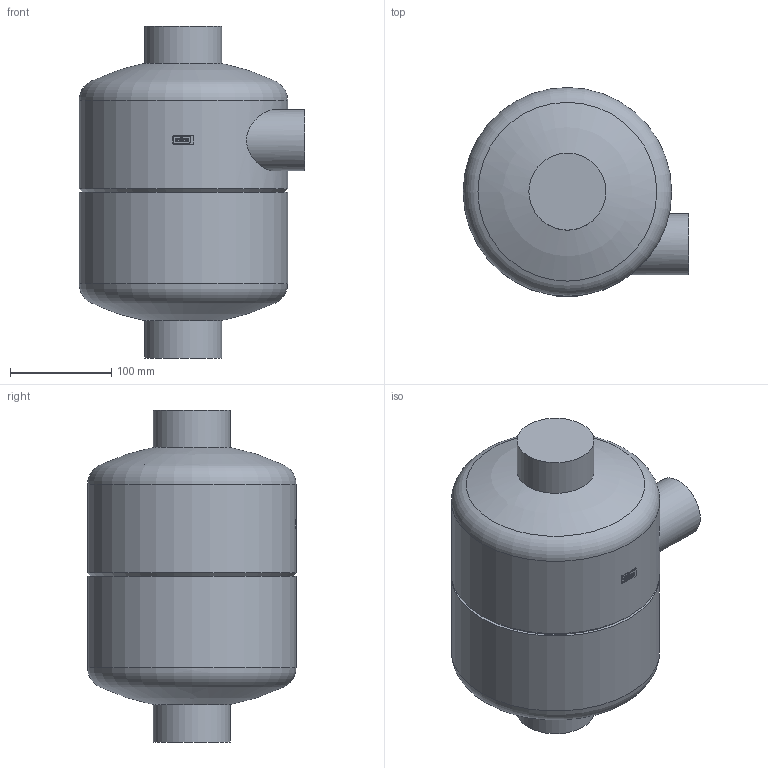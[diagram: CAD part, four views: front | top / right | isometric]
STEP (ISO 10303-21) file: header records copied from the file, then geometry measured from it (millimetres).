
FILE_DESCRIPTION(/* description */ (''),/* implementation_level */ '2;1');
FILE_NAME(/* name */ '3d_ExpansiontrapfT170-8680000.stp',/* time_stamp */ '2015-12-07T13:44:13+01:00',/* author */ ('Andrzej'),/* organization */ (''),/* preprocessor_version */ 'ST-DEVELOPER v15.5',/* originating_system */ 'AutoCAD Mechanical',/* authorisation */ '');
FILE_SCHEMA (('AUTOMOTIVE_DESIGN { 1 0 10303 214 3 1 1 }'));
Length unit declared in the file: millimetre
Products named in the file (1): Product
Bounding box: 223 x 206.41 x 328 mm (x, y, z)
Volume: 8183045.4 mm3; surface area: 228457.9 mm2
Topology: 9 solids, 9 shells, 183 faces, 481 edges, 319 vertices
Faces by surface type: plane 99, cylinder 79, sphere 2, torus 2, cone 1
Full cylindrical faces by diameter (mm): 60.3 x1, 76.1 x2, 206 x2
Entity records: 5771 total; most frequent: CARTESIAN_POINT 1090, DIRECTION 996, ORIENTED_EDGE 938, EDGE_CURVE 469, AXIS2_PLACEMENT_3D 344, VERTEX_POINT 317, LINE 308, VECTOR 308
